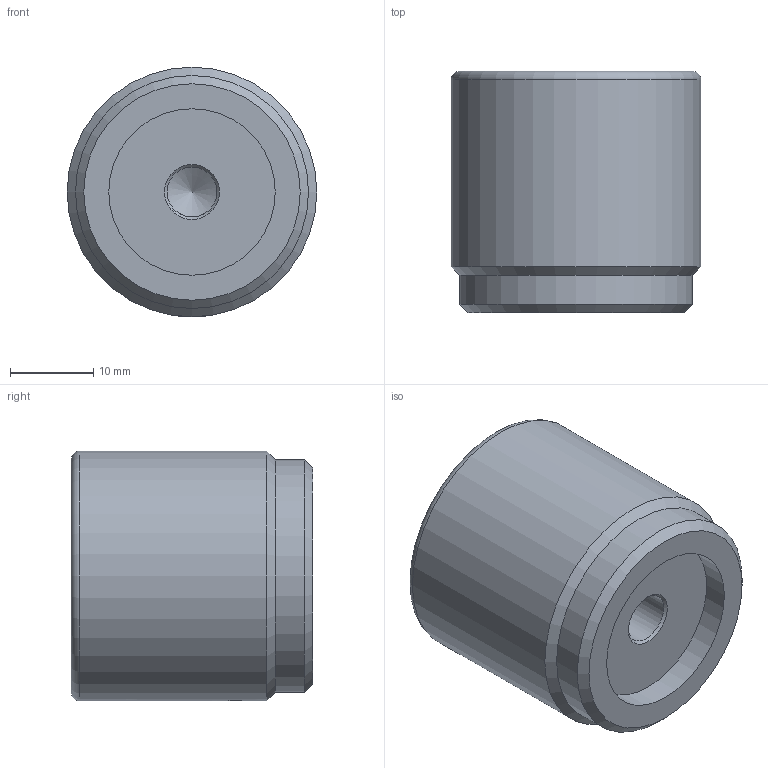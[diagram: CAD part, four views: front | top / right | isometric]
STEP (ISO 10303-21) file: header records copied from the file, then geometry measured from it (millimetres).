
FILE_DESCRIPTION(/* description */ (''),/* implementation_level */ '2;1');
FILE_NAME(/* name */ 'Virgoo Turbocharger Knob v2.step',/* time_stamp */ '2021-04-29T21:57:18-04:00',/* author */ (''),/* organization */ (''),/* preprocessor_version */ 'ST-DEVELOPER v18.1',/* originating_system */ 'Autodesk Translation Framework v10.6.0.1341',/* authorisation */ '');
FILE_SCHEMA (('AUTOMOTIVE_DESIGN { 1 0 10303 214 3 1 1 }'));
Length unit declared in the file: millimetre
Products named in the file (1): Knob
Bounding box: 30 x 29 x 30 mm (x, y, z)
Volume: 18563.2 mm3; surface area: 4508.4 mm2
Topology: 1 solids, 1 shells, 13 faces, 30 edges, 20 vertices
Faces by surface type: cylinder 5, cone 4, plane 3, torus 1
Full cylindrical faces by diameter (mm): 2.529 x1, 6 x1, 20 x1, 28 x1, 30 x1
Entity records: 474 total; most frequent: CARTESIAN_POINT 130, DIRECTION 71, ORIENTED_EDGE 58, AXIS2_PLACEMENT_3D 31, EDGE_CURVE 29, VERTEX_POINT 20, EDGE_LOOP 17, CIRCLE 17
